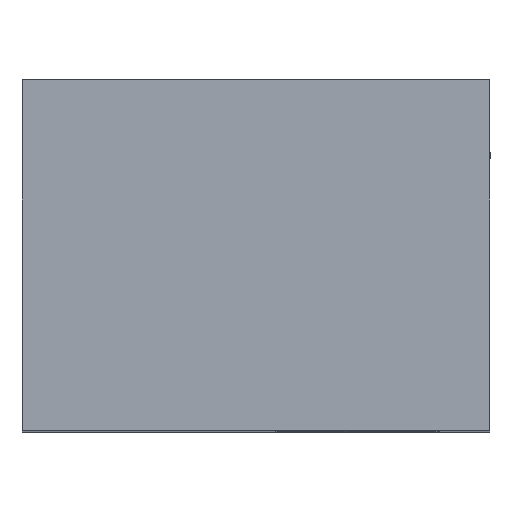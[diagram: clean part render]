
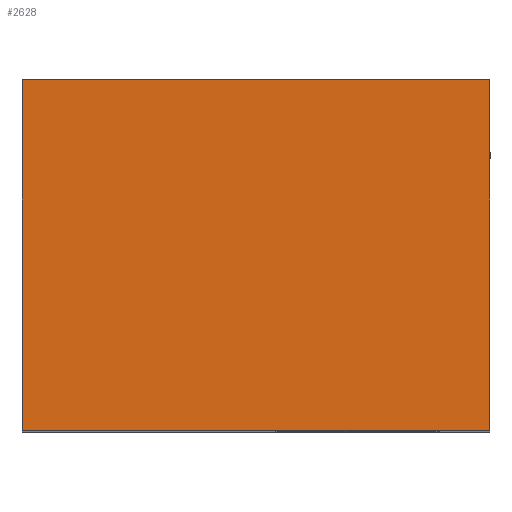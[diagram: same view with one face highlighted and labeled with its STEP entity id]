
A CAD part, top view. The second image highlights one B-rep face of the part: STEP entity #2628.
In plain terms, the highlighted planar face has unit normal (0, 0, 1).
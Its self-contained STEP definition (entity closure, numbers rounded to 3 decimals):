
#39=PLANE('',#2797);
#218=FACE_OUTER_BOUND('',#374,.T.);
#374=EDGE_LOOP('',(#2348,#2349,#2350,#2351));
#740=LINE('',#7743,#868);
#755=LINE('',#10648,#883);
#758=LINE('',#10655,#886);
#760=LINE('',#10658,#888);
#868=VECTOR('',#3140,10.);
#883=VECTOR('',#3225,10.);
#886=VECTOR('',#3232,10.);
#888=VECTOR('',#3236,10.);
#1105=VERTEX_POINT('',#7740);
#1106=VERTEX_POINT('',#7742);
#1145=VERTEX_POINT('',#10646);
#1147=VERTEX_POINT('',#10654);
#1467=EDGE_CURVE('',#1105,#1106,#740,.T.);
#1546=EDGE_CURVE('',#1145,#1105,#755,.T.);
#1549=EDGE_CURVE('',#1147,#1106,#758,.T.);
#1551=EDGE_CURVE('',#1145,#1147,#760,.T.);
#2348=ORIENTED_EDGE('',*,*,#1546,.F.);
#2349=ORIENTED_EDGE('',*,*,#1551,.T.);
#2350=ORIENTED_EDGE('',*,*,#1549,.T.);
#2351=ORIENTED_EDGE('',*,*,#1467,.F.);
#2628=ADVANCED_FACE('',(#218),#39,.T.);
#2797=AXIS2_PLACEMENT_3D('',#10657,#3234,#3235);
#3140=DIRECTION('',(1.,0.,0.));
#3225=DIRECTION('',(0.,1.,0.));
#3232=DIRECTION('',(0.,1.,0.));
#3234=DIRECTION('center_axis',(0.,0.,1.));
#3235=DIRECTION('ref_axis',(1.,0.,0.));
#3236=DIRECTION('',(1.,0.,0.));
#7740=CARTESIAN_POINT('',(-8.,12.,16.5));
#7742=CARTESIAN_POINT('',(8.,12.,16.5));
#7743=CARTESIAN_POINT('',(-8.,12.,16.5));
#10646=CARTESIAN_POINT('',(-8.,0.,16.5));
#10648=CARTESIAN_POINT('',(-8.,0.,16.5));
#10654=CARTESIAN_POINT('',(8.,0.,16.5));
#10655=CARTESIAN_POINT('',(8.,0.,16.5));
#10657=CARTESIAN_POINT('Origin',(-8.,0.,16.5));
#10658=CARTESIAN_POINT('',(-8.,0.,16.5));
